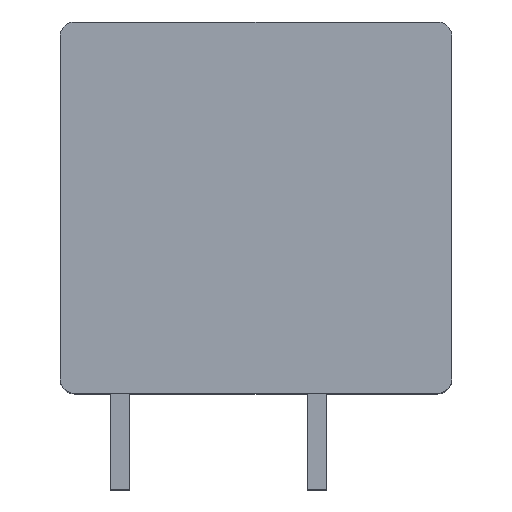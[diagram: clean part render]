
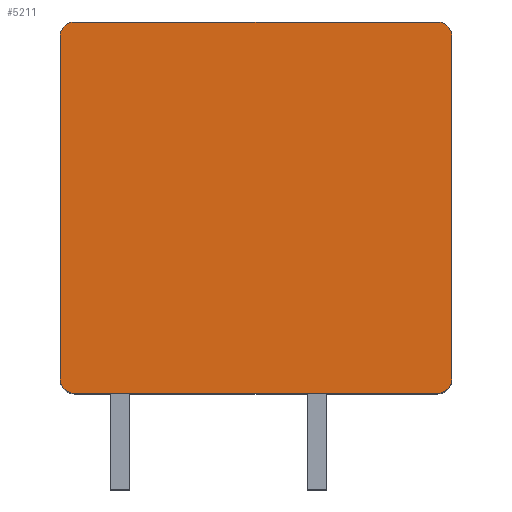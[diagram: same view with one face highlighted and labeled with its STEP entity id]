
A CAD part, top view. The second image highlights one B-rep face of the part: STEP entity #5211.
In plain terms, the highlighted planar face has unit normal (0, 0, 1).
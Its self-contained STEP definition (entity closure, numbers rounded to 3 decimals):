
#74=LINE('',#6722,#543);
#115=LINE('',#6829,#584);
#258=LINE('',#7197,#727);
#294=LINE('',#7273,#763);
#543=VECTOR('',#5695,1000.);
#584=VECTOR('',#5768,1000.);
#727=VECTOR('',#5973,1000.);
#763=VECTOR('',#6017,1000.);
#1309=ORIENTED_EDGE('',*,*,#2344,.T.);
#1310=ORIENTED_EDGE('',*,*,#2359,.T.);
#1311=ORIENTED_EDGE('',*,*,#2361,.T.);
#1312=ORIENTED_EDGE('',*,*,#2321,.T.);
#1313=ORIENTED_EDGE('',*,*,#2363,.T.);
#1314=ORIENTED_EDGE('',*,*,#2104,.T.);
#1315=ORIENTED_EDGE('',*,*,#2365,.T.);
#1316=ORIENTED_EDGE('',*,*,#2157,.T.);
#2104=EDGE_CURVE('',#2644,#2647,#74,.T.);
#2157=EDGE_CURVE('',#2694,#2697,#115,.T.);
#2321=EDGE_CURVE('',#2840,#2843,#258,.T.);
#2344=EDGE_CURVE('',#2697,#2865,#3016,.T.);
#2359=EDGE_CURVE('',#2865,#2879,#294,.T.);
#2361=EDGE_CURVE('',#2879,#2840,#3018,.T.);
#2363=EDGE_CURVE('',#2843,#2644,#3020,.T.);
#2365=EDGE_CURVE('',#2647,#2694,#3022,.T.);
#2644=VERTEX_POINT('',#6716);
#2647=VERTEX_POINT('',#6721);
#2694=VERTEX_POINT('',#6823);
#2697=VERTEX_POINT('',#6828);
#2840=VERTEX_POINT('',#7191);
#2843=VERTEX_POINT('',#7196);
#2865=VERTEX_POINT('',#7242);
#2879=VERTEX_POINT('',#7272);
#3016=CIRCLE('',#5451,0.6);
#3018=CIRCLE('',#5455,0.6);
#3020=CIRCLE('',#5458,0.6);
#3022=CIRCLE('',#5461,0.6);
#3106=EDGE_LOOP('',(#1309,#1310,#1311,#1312,#1313,#1314,#1315,#1316));
#3341=FACE_BOUND('',#3106,.T.);
#3548=PLANE('',#5462);
#5211=ADVANCED_FACE('',(#3341),#3548,.T.);
#5451=AXIS2_PLACEMENT_3D('',#7243,#5999,#6000);
#5455=AXIS2_PLACEMENT_3D('',#7276,#6022,#6023);
#5458=AXIS2_PLACEMENT_3D('',#7279,#6028,#6029);
#5461=AXIS2_PLACEMENT_3D('',#7282,#6034,#6035);
#5462=AXIS2_PLACEMENT_3D('',#7283,#6036,#6037);
#5695=DIRECTION('',(0.,1.,0.));
#5768=DIRECTION('',(-1.,0.,0.));
#5973=DIRECTION('',(1.,0.,0.));
#5999=DIRECTION('',(0.,0.,1.));
#6000=DIRECTION('',(1.,0.,0.));
#6017=DIRECTION('',(0.,-1.,0.));
#6022=DIRECTION('',(0.,0.,1.));
#6023=DIRECTION('',(1.,0.,0.));
#6028=DIRECTION('',(0.,0.,1.));
#6029=DIRECTION('',(1.,0.,0.));
#6034=DIRECTION('',(0.,0.,1.));
#6035=DIRECTION('',(1.,0.,0.));
#6036=DIRECTION('',(0.,0.,1.));
#6037=DIRECTION('',(1.,0.,0.));
#6716=CARTESIAN_POINT('',(5.6,0.6,15.));
#6721=CARTESIAN_POINT('',(5.6,14.85,15.));
#6722=CARTESIAN_POINT('',(5.6,0.6,15.));
#6823=CARTESIAN_POINT('',(5.,15.45,15.));
#6828=CARTESIAN_POINT('',(-10.1,15.45,15.));
#6829=CARTESIAN_POINT('',(5.,15.45,15.));
#7191=CARTESIAN_POINT('',(-10.1,0.,15.));
#7196=CARTESIAN_POINT('',(5.,0.,15.));
#7197=CARTESIAN_POINT('',(-10.1,0.,15.));
#7242=CARTESIAN_POINT('',(-10.7,14.85,15.));
#7243=CARTESIAN_POINT('',(-10.1,14.85,15.));
#7272=CARTESIAN_POINT('',(-10.7,0.6,15.));
#7273=CARTESIAN_POINT('',(-10.7,14.85,15.));
#7276=CARTESIAN_POINT('',(-10.1,0.6,15.));
#7279=CARTESIAN_POINT('',(5.,0.6,15.));
#7282=CARTESIAN_POINT('',(5.,14.85,15.));
#7283=CARTESIAN_POINT('',(-10.1,14.85,15.));
